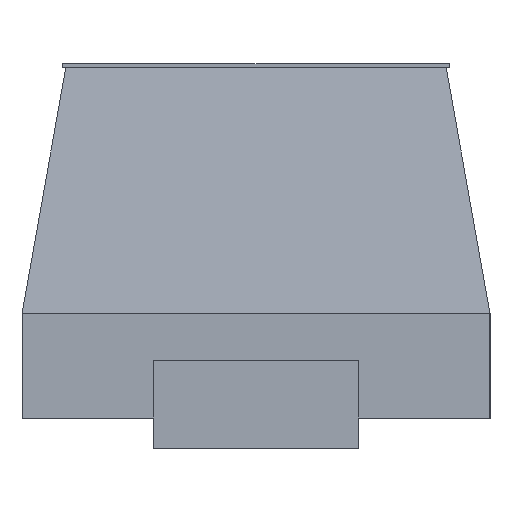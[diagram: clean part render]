
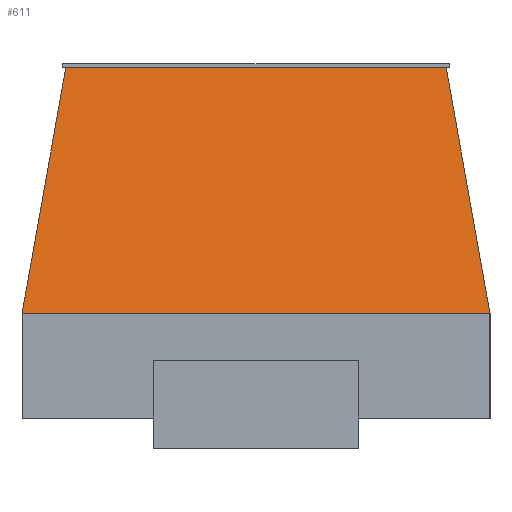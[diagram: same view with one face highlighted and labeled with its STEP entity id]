
A CAD part, left-side view. The second image highlights one B-rep face of the part: STEP entity #611.
In plain terms, the highlighted planar face has unit normal (-0.984, 0, 0.176).
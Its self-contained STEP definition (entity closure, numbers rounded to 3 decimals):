
#611=ADVANCED_FACE('',(#617),#612,.F.);
#612=PLANE('',#613);
#613=AXIS2_PLACEMENT_3D('',#614,#615,#616);
#614=CARTESIAN_POINT('Origin',(-0.597,0.406,0.234));
#615=DIRECTION('center_axis',(0.984,0.0,-0.176));
#616=DIRECTION('ref_axis',(0.,0.,1.));
#617=FACE_OUTER_BOUND('',#618,.T.);
#618=EDGE_LOOP('',(#619,#629,#639,#649));
#619=ORIENTED_EDGE('',*,*,#620,.F.);
#620=EDGE_CURVE('',#621,#623,#625,.T.);
#621=VERTEX_POINT('',#622);
#622=CARTESIAN_POINT('',(-0.597,-0.406,0.234));
#623=VERTEX_POINT('',#624);
#624=CARTESIAN_POINT('',(-0.597,0.406,0.234));
#625=LINE('',#626,#627);
#626=CARTESIAN_POINT('',(-0.597,-0.406,0.234));
#627=VECTOR('',#628,0.813);
#628=DIRECTION('',(0.0,1.0,0.0));
#629=ORIENTED_EDGE('',*,*,#630,.F.);
#630=EDGE_CURVE('',#631,#633,#635,.T.);
#631=VERTEX_POINT('',#632);
#632=CARTESIAN_POINT('',(-0.521,-0.33,0.66));
#633=VERTEX_POINT('',#622);
#635=LINE('',#636,#637);
#636=CARTESIAN_POINT('',(-0.521,-0.33,0.66));
#637=VECTOR('',#638,0.44);
#638=DIRECTION('',(-0.173,-0.173,-0.97));
#639=ORIENTED_EDGE('',*,*,#640,.F.);
#640=EDGE_CURVE('',#641,#643,#645,.T.);
#641=VERTEX_POINT('',#642);
#642=CARTESIAN_POINT('',(-0.521,0.33,0.66));
#643=VERTEX_POINT('',#632);
#645=LINE('',#646,#647);
#646=CARTESIAN_POINT('',(-0.521,0.33,0.66));
#647=VECTOR('',#648,0.66);
#648=DIRECTION('',(0.0,-1.0,0.0));
#649=ORIENTED_EDGE('',*,*,#650,.F.);
#650=EDGE_CURVE('',#651,#653,#655,.T.);
#651=VERTEX_POINT('',#624);
#653=VERTEX_POINT('',#642);
#655=LINE('',#656,#657);
#656=CARTESIAN_POINT('',(-0.597,0.406,0.234));
#657=VECTOR('',#658,0.44);
#658=DIRECTION('',(0.173,-0.173,0.97));
